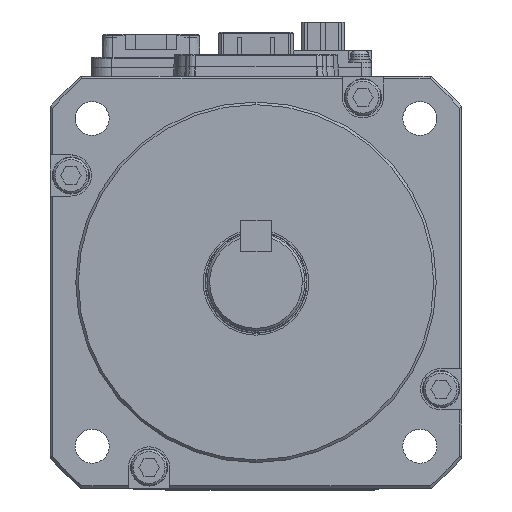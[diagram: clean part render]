
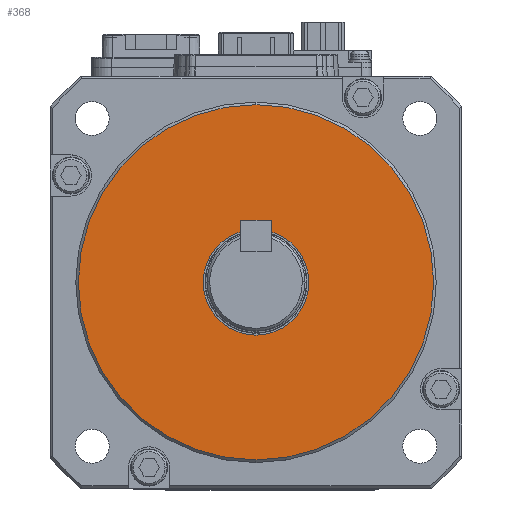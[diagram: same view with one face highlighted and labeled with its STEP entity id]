
A CAD part, top view. The second image highlights one B-rep face of the part: STEP entity #368.
In plain terms, the highlighted planar face has unit normal (0, 0, 1).
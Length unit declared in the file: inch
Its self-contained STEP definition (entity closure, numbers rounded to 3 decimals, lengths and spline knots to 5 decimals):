
#368 = ADVANCED_FACE ( 'NONE', ( #54545, #36490 ), #33722, .T. ) ;
#5826 = DIRECTION ( 'NONE',  ( 0., 1., 0. ) ) ;
#10387 = VERTEX_POINT ( 'NONE', #18636 ) ;
#10769 = DIRECTION ( 'NONE',  ( 0., 1., 0. ) ) ;
#15087 = DIRECTION ( 'NONE',  ( 0., 1., 0. ) ) ;
#16277 = CARTESIAN_POINT ( 'NONE',  ( 0., 0., 2.69685 ) ) ;
#18636 = CARTESIAN_POINT ( 'NONE',  ( 0., 0.40354, 2.69685 ) ) ;
#20157 = CARTESIAN_POINT ( 'NONE',  ( 0., 0., 2.69685 ) ) ;
#21371 = EDGE_CURVE ( 'NONE', #35384, #58533, #58988, .T. ) ;
#22027 = DIRECTION ( 'NONE',  ( 0., 1., 0. ) ) ;
#22702 = CARTESIAN_POINT ( 'NONE',  ( 0., 0., 2.69685 ) ) ;
#23801 = ORIENTED_EDGE ( 'NONE', *, *, #65458, .T. ) ;
#24162 = EDGE_CURVE ( 'NONE', #10387, #27872, #53719, .T. ) ;
#25378 = AXIS2_PLACEMENT_3D ( 'NONE', #20157, #25630, #15087 ) ;
#25630 = DIRECTION ( 'NONE',  ( 0., 0., -1. ) ) ;
#26096 = EDGE_LOOP ( 'NONE', ( #66124, #23801 ) ) ;
#27770 = CARTESIAN_POINT ( 'NONE',  ( 0., -0.40354, 2.69685 ) ) ;
#27872 = VERTEX_POINT ( 'NONE', #27770 ) ;
#30363 = CIRCLE ( 'NONE', #25378, 0.40354 ) ;
#31886 = DIRECTION ( 'NONE',  ( 0., 0., -1. ) ) ;
#33722 = PLANE ( 'NONE',  #51865 ) ;
#35384 = VERTEX_POINT ( 'NONE', #67170 ) ;
#36272 = AXIS2_PLACEMENT_3D ( 'NONE', #22702, #38113, #22027 ) ;
#36490 = FACE_OUTER_BOUND ( 'NONE', #37082, .T. ) ;
#37082 = EDGE_LOOP ( 'NONE', ( #41649, #66192 ) ) ;
#38113 = DIRECTION ( 'NONE',  ( 0., 0., -1. ) ) ;
#40448 = AXIS2_PLACEMENT_3D ( 'NONE', #16277, #31886, #10769 ) ;
#40962 = AXIS2_PLACEMENT_3D ( 'NONE', #57944, #53092, #5826 ) ;
#41649 = ORIENTED_EDGE ( 'NONE', *, *, #57111, .F. ) ;
#50710 = CARTESIAN_POINT ( 'NONE',  ( 0., 0., 2.69685 ) ) ;
#51865 = AXIS2_PLACEMENT_3D ( 'NONE', #50710, #65649, #55533 ) ;
#53092 = DIRECTION ( 'NONE',  ( 0., 0., -1. ) ) ;
#53719 = CIRCLE ( 'NONE', #40448, 0.40354 ) ;
#54545 = FACE_BOUND ( 'NONE', #26096, .T. ) ;
#54902 = CIRCLE ( 'NONE', #40962, 1.35827 ) ;
#55533 = DIRECTION ( 'NONE',  ( 0., -1., 0. ) ) ;
#57111 = EDGE_CURVE ( 'NONE', #58533, #35384, #54902, .T. ) ;
#57944 = CARTESIAN_POINT ( 'NONE',  ( 0., 0., 2.69685 ) ) ;
#58533 = VERTEX_POINT ( 'NONE', #63782 ) ;
#58988 = CIRCLE ( 'NONE', #36272, 1.35827 ) ;
#63782 = CARTESIAN_POINT ( 'NONE',  ( 0., 1.35827, 2.69685 ) ) ;
#65458 = EDGE_CURVE ( 'NONE', #27872, #10387, #30363, .T. ) ;
#65649 = DIRECTION ( 'NONE',  ( 0., 0., 1. ) ) ;
#66124 = ORIENTED_EDGE ( 'NONE', *, *, #24162, .T. ) ;
#66192 = ORIENTED_EDGE ( 'NONE', *, *, #21371, .F. ) ;
#67170 = CARTESIAN_POINT ( 'NONE',  ( 0., -1.35827, 2.69685 ) ) ;
